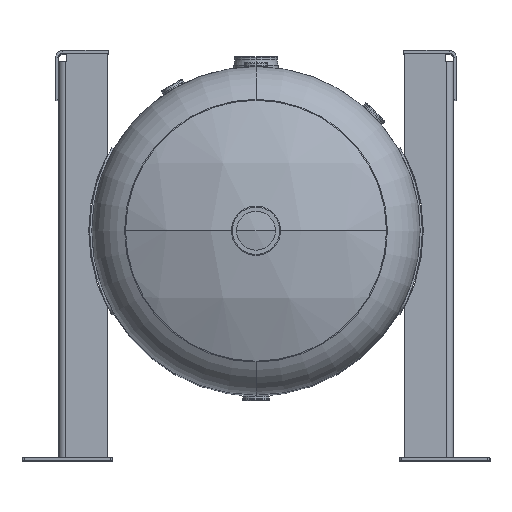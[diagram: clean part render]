
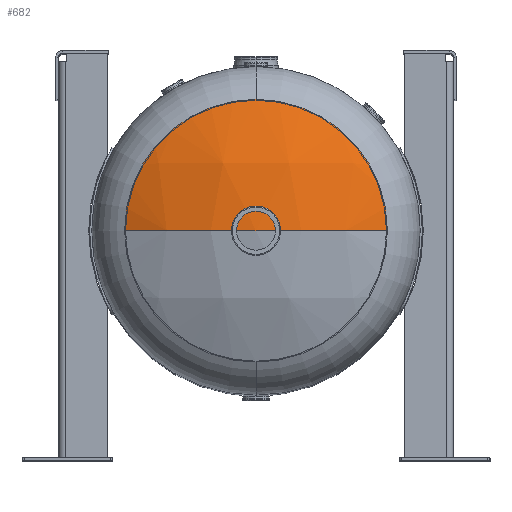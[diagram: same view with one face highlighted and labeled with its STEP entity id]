
A CAD part, top view. The second image highlights one B-rep face of the part: STEP entity #682.
In plain terms, the highlighted spherical face has radius 457.2 mm.
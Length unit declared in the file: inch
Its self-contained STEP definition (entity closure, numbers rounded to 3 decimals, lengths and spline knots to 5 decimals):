
#205 = CARTESIAN_POINT ( 'NONE',  ( 0., 0., 6. ) ) ;
#682 = ADVANCED_FACE ( 'NONE', ( #25915 ), #9682, .T. ) ;
#1754 = ORIENTED_EDGE ( 'NONE', *, *, #21473, .F. ) ;
#4913 = CIRCLE ( 'NONE', #9514, 18. ) ;
#5953 = ORIENTED_EDGE ( 'NONE', *, *, #32529, .T. ) ;
#6060 = CIRCLE ( 'NONE', #14105, 18. ) ;
#6806 = CARTESIAN_POINT ( 'NONE',  ( 0., 0., 6. ) ) ;
#7350 = CARTESIAN_POINT ( 'NONE',  ( 8., 0., 22.12452 ) ) ;
#7526 = VERTEX_POINT ( 'NONE', #10708 ) ;
#7531 = DIRECTION ( 'NONE',  ( 0., 0., 1. ) ) ;
#7574 = VERTEX_POINT ( 'NONE', #22487 ) ;
#7798 = AXIS2_PLACEMENT_3D ( 'NONE', #23616, #26668, #35230 ) ;
#7868 = CARTESIAN_POINT ( 'NONE',  ( 0., 0., 22.12452 ) ) ;
#9514 = AXIS2_PLACEMENT_3D ( 'NONE', #205, #29683, #11109 ) ;
#9682 = SPHERICAL_SURFACE ( 'NONE', #10869, 18. ) ;
#10708 = CARTESIAN_POINT ( 'NONE',  ( 0., 8., 22.12452 ) ) ;
#10869 = AXIS2_PLACEMENT_3D ( 'NONE', #6806, #17399, #11661 ) ;
#11109 = DIRECTION ( 'NONE',  ( 1., 0., 0. ) ) ;
#11661 = DIRECTION ( 'NONE',  ( 1., 0., 0. ) ) ;
#11898 = CARTESIAN_POINT ( 'NONE',  ( 0., 0., 6. ) ) ;
#12323 = CIRCLE ( 'NONE', #24264, 8. ) ;
#12738 = EDGE_LOOP ( 'NONE', ( #17268, #5953, #1754, #33239 ) ) ;
#12956 = CIRCLE ( 'NONE', #7798, 8. ) ;
#13774 = EDGE_CURVE ( 'NONE', #7574, #18119, #4913, .T. ) ;
#14105 = AXIS2_PLACEMENT_3D ( 'NONE', #11898, #26302, #7531 ) ;
#17268 = ORIENTED_EDGE ( 'NONE', *, *, #13774, .F. ) ;
#17399 = DIRECTION ( 'NONE',  ( 0., -1., 0. ) ) ;
#18119 = VERTEX_POINT ( 'NONE', #20565 ) ;
#20565 = CARTESIAN_POINT ( 'NONE',  ( -8., 0., 22.12452 ) ) ;
#21473 = EDGE_CURVE ( 'NONE', #7526, #28607, #12323, .T. ) ;
#22487 = CARTESIAN_POINT ( 'NONE',  ( 0., 0., 24. ) ) ;
#23616 = CARTESIAN_POINT ( 'NONE',  ( 0., 0., 22.12452 ) ) ;
#24264 = AXIS2_PLACEMENT_3D ( 'NONE', #7868, #26802, #26623 ) ;
#25915 = FACE_OUTER_BOUND ( 'NONE', #12738, .T. ) ;
#26302 = DIRECTION ( 'NONE',  ( 0., 1., 0. ) ) ;
#26623 = DIRECTION ( 'NONE',  ( 0., 1., 0. ) ) ;
#26668 = DIRECTION ( 'NONE',  ( 0., 0., -1. ) ) ;
#26802 = DIRECTION ( 'NONE',  ( 0., 0., -1. ) ) ;
#28607 = VERTEX_POINT ( 'NONE', #7350 ) ;
#29683 = DIRECTION ( 'NONE',  ( 0., -1., 0. ) ) ;
#32529 = EDGE_CURVE ( 'NONE', #7574, #28607, #6060, .T. ) ;
#33239 = ORIENTED_EDGE ( 'NONE', *, *, #33617, .F. ) ;
#33617 = EDGE_CURVE ( 'NONE', #18119, #7526, #12956, .T. ) ;
#35230 = DIRECTION ( 'NONE',  ( 0., 1., 0. ) ) ;
